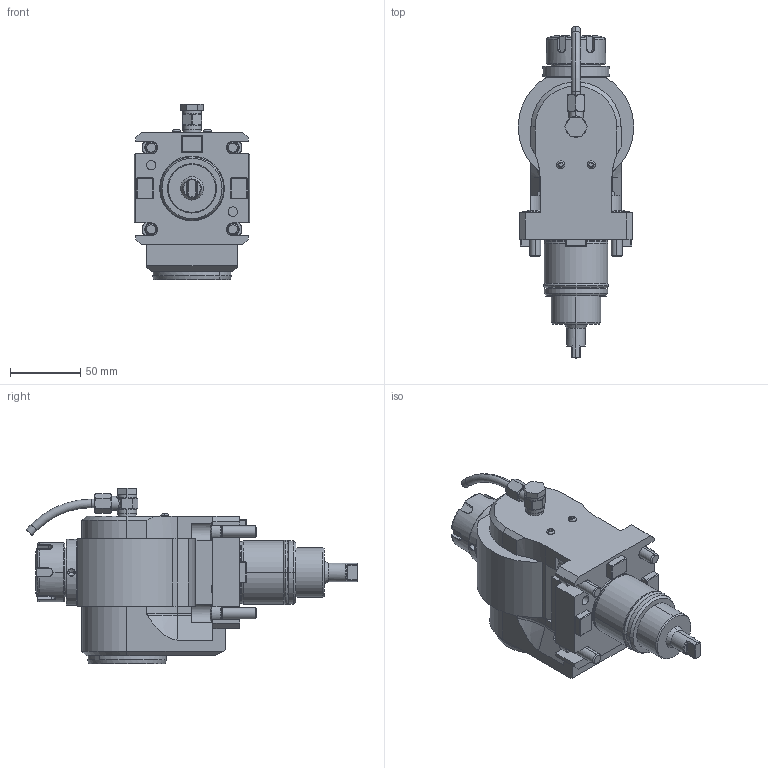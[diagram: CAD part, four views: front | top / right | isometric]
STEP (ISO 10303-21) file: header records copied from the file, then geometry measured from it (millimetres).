
FILE_DESCRIPTION((''),'2;1');
FILE_NAME('NGT2_45_501_25_2_DO','2023-05-15T',('vali'),('NOVA GRUP'),'PRO/ENGINEER BY PARAMETRIC TECHNOLOGY CORPORATION, 2010280','PRO/ENGINEER BY PARAMETRIC TECHNOLOGY CORPORATION, 2010280','');
FILE_SCHEMA(('CONFIG_CONTROL_DESIGN'));
Length unit declared in the file: millimetre
Products named in the file (1): NGT2_45_501_25_2_DO
Bounding box: 81.81 x 235.67 x 124.9 mm (x, y, z)
Volume: 834032.1 mm3; surface area: 87475.8 mm2
Topology: 2 solids, 5 shells, 663 faces, 1635 edges, 1009 vertices
Faces by surface type: plane 299, cylinder 170, bspline 70, cone 68, torus 56
Entity records: 27198 total; most frequent: CARTESIAN_POINT 12039, ORIENTED_EDGE 3254, DIRECTION 2950, EDGE_CURVE 1627, AXIS2_PLACEMENT_3D 1036, VERTEX_POINT 1009, VECTOR 878, LINE 878
